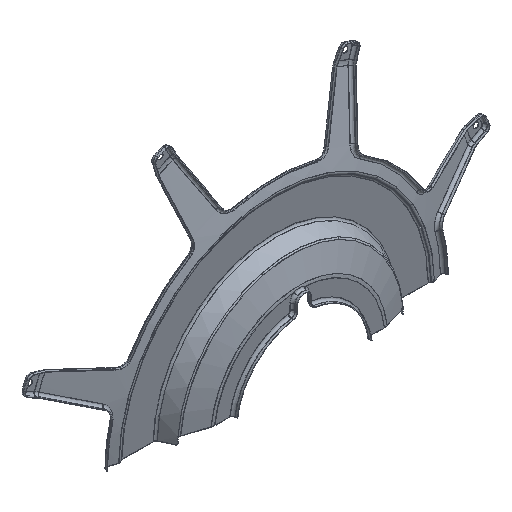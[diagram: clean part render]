
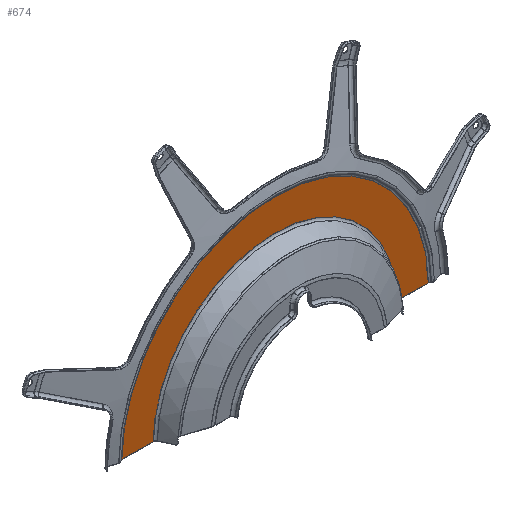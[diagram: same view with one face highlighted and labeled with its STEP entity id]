
A CAD part, isometric view. The second image highlights one B-rep face of the part: STEP entity #674.
In plain terms, the highlighted planar face has unit normal (0, -1, 0).
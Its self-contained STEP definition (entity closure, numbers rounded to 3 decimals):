
#674=ADVANCED_FACE('',(#983),#882,.F.);
#882=PLANE('',#4671);
#983=FACE_OUTER_BOUND('',#1247,.T.);
#1247=EDGE_LOOP('',(#2272,#2273,#2274,#2275));
#1442=LINE('',#6321,#1566);
#1444=LINE('',#6352,#1568);
#1566=VECTOR('',#4981,1.);
#1568=VECTOR('',#4985,1.);
#2272=ORIENTED_EDGE('',*,*,#3500,.F.);
#2273=ORIENTED_EDGE('',*,*,#3870,.F.);
#2274=ORIENTED_EDGE('',*,*,#3496,.F.);
#2275=ORIENTED_EDGE('',*,*,#3871,.F.);
#3080=VERTEX_POINT('',#6320);
#3081=VERTEX_POINT('',#6322);
#3082=VERTEX_POINT('',#6351);
#3083=VERTEX_POINT('',#6353);
#3496=EDGE_CURVE('',#3080,#3081,#1442,.T.);
#3500=EDGE_CURVE('',#3082,#3083,#1444,.T.);
#3870=EDGE_CURVE('',#3081,#3082,#4275,.T.);
#3871=EDGE_CURVE('',#3083,#3080,#4276,.T.);
#4275=CIRCLE('',#4669,125.911);
#4276=CIRCLE('',#4670,158.757);
#4669=AXIS2_PLACEMENT_3D('',#7983,#5474,#5475);
#4670=AXIS2_PLACEMENT_3D('',#7984,#5476,#5477);
#4671=AXIS2_PLACEMENT_3D('',#7985,#5478,#5479);
#4981=DIRECTION('',(-1.,0.,0.));
#4985=DIRECTION('',(-1.,0.,0.));
#5474=DIRECTION('',(0.,-1.,0.));
#5475=DIRECTION('',(0.,0.,1.));
#5476=DIRECTION('',(0.,1.,0.));
#5477=DIRECTION('',(0.,0.,1.));
#5478=DIRECTION('',(0.,1.,0.));
#5479=DIRECTION('',(0.,0.,1.));
#6320=CARTESIAN_POINT('',(158.745,208.5,2.));
#6321=CARTESIAN_POINT('',(-124.,208.5,2.));
#6322=CARTESIAN_POINT('',(125.895,208.5,2.));
#6351=CARTESIAN_POINT('',(-125.895,208.5,2.));
#6352=CARTESIAN_POINT('',(-124.,208.5,2.));
#6353=CARTESIAN_POINT('',(-158.745,208.5,2.));
#7983=CARTESIAN_POINT('',(0.,208.5,0.));
#7984=CARTESIAN_POINT('',(0.,208.5,0.));
#7985=CARTESIAN_POINT('',(-124.,208.5,0.));
